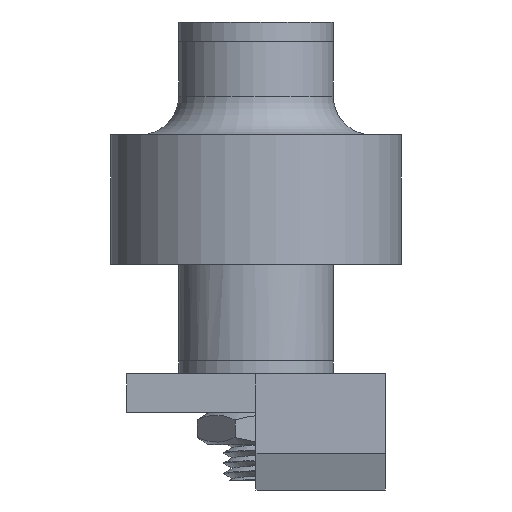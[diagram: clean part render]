
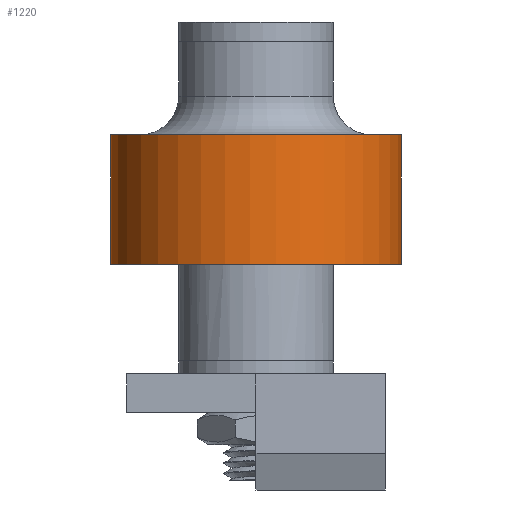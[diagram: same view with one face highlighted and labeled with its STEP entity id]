
A CAD part, left-side view. The second image highlights one B-rep face of the part: STEP entity #1220.
In plain terms, the highlighted cylindrical face has radius 22.5 mm (diameter 45 mm), a full revolution.
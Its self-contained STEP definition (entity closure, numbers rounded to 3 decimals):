
#91=CYLINDRICAL_SURFACE('',#1416,22.5);
#110=FACE_BOUND('',#270,.T.);
#180=FACE_OUTER_BOUND('',#269,.T.);
#269=EDGE_LOOP('',(#1028));
#270=EDGE_LOOP('',(#1029));
#335=CIRCLE('',#1395,22.5);
#347=CIRCLE('',#1413,22.5);
#605=VERTEX_POINT('',#3282);
#616=VERTEX_POINT('',#3319);
#748=EDGE_CURVE('',#605,#605,#335,.T.);
#768=EDGE_CURVE('',#616,#616,#347,.T.);
#1028=ORIENTED_EDGE('',*,*,#768,.T.);
#1029=ORIENTED_EDGE('',*,*,#748,.T.);
#1220=ADVANCED_FACE('',(#180,#110),#91,.T.);
#1395=AXIS2_PLACEMENT_3D('',#3283,#1682,#1683);
#1413=AXIS2_PLACEMENT_3D('',#3320,#1726,#1727);
#1416=AXIS2_PLACEMENT_3D('',#3324,#1732,#1733);
#1682=DIRECTION('center_axis',(0.,0.,1.));
#1683=DIRECTION('ref_axis',(1.,0.,0.));
#1726=DIRECTION('center_axis',(0.,0.,-1.));
#1727=DIRECTION('ref_axis',(1.,0.,0.));
#1732=DIRECTION('center_axis',(0.,0.,1.));
#1733=DIRECTION('ref_axis',(1.,0.,0.));
#3282=CARTESIAN_POINT('',(-22.5,0.,15.));
#3283=CARTESIAN_POINT('Origin',(0.,0.,15.));
#3319=CARTESIAN_POINT('',(-22.5,0.,35.));
#3320=CARTESIAN_POINT('Origin',(0.,0.,35.));
#3324=CARTESIAN_POINT('Origin',(0.,0.,15.));
